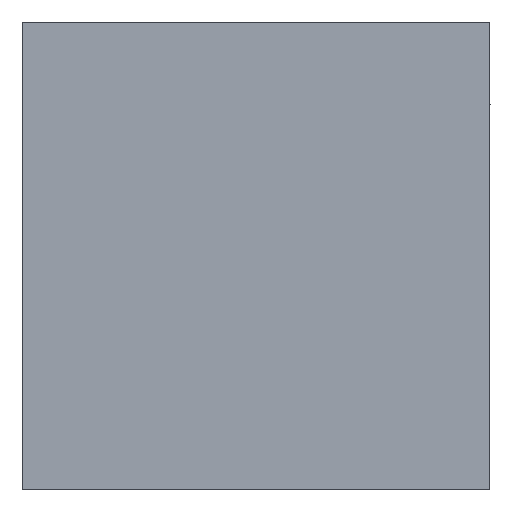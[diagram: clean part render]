
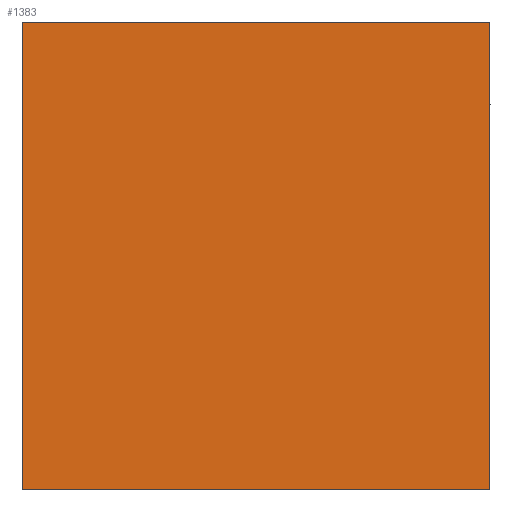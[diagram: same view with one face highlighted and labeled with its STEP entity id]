
A CAD part, front view. The second image highlights one B-rep face of the part: STEP entity #1383.
In plain terms, the highlighted planar face has unit normal (0, -1, 0).
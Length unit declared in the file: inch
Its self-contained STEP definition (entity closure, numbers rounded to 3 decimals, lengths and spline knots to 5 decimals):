
#26 = CARTESIAN_POINT ( 'NONE',  ( 0.16732, 0., -0.16732 ) ) ;
#151 = VECTOR ( 'NONE', #1078, 39.37008 ) ;
#275 = EDGE_CURVE ( 'NONE', #410, #1554, #546, .T. ) ;
#280 = VERTEX_POINT ( 'NONE', #413 ) ;
#316 = VECTOR ( 'NONE', #1607, 39.37008 ) ;
#328 = DIRECTION ( 'NONE',  ( 0., 0., 1. ) ) ;
#410 = VERTEX_POINT ( 'NONE', #1268 ) ;
#413 = CARTESIAN_POINT ( 'NONE',  ( 0.16732, 0., -0.16732 ) ) ;
#512 = CARTESIAN_POINT ( 'NONE',  ( -0.16732, 0., -0.16732 ) ) ;
#514 = ORIENTED_EDGE ( 'NONE', *, *, #275, .F. ) ;
#543 = LINE ( 'NONE', #1070, #316 ) ;
#546 = LINE ( 'NONE', #1074, #794 ) ;
#676 = EDGE_CURVE ( 'NONE', #1679, #410, #543, .T. ) ;
#685 = EDGE_CURVE ( 'NONE', #1554, #280, #1212, .T. ) ;
#727 = EDGE_CURVE ( 'NONE', #280, #1679, #1301, .T. ) ;
#794 = VECTOR ( 'NONE', #1611, 39.37008 ) ;
#895 = DIRECTION ( 'NONE',  ( -1., 0., 0. ) ) ;
#978 = PLANE ( 'NONE',  #1645 ) ;
#1070 = CARTESIAN_POINT ( 'NONE',  ( -0.16732, 0., -0.16732 ) ) ;
#1074 = CARTESIAN_POINT ( 'NONE',  ( -0.16732, 0., 0.16732 ) ) ;
#1078 = DIRECTION ( 'NONE',  ( 0., 0., -1. ) ) ;
#1212 = LINE ( 'NONE', #26, #151 ) ;
#1228 = VECTOR ( 'NONE', #895, 39.37008 ) ;
#1268 = CARTESIAN_POINT ( 'NONE',  ( -0.16732, 0., 0.16732 ) ) ;
#1297 = ORIENTED_EDGE ( 'NONE', *, *, #676, .F. ) ;
#1301 = LINE ( 'NONE', #512, #1228 ) ;
#1324 = EDGE_LOOP ( 'NONE', ( #1609, #514, #1297, #1460 ) ) ;
#1380 = FACE_OUTER_BOUND ( 'NONE', #1324, .T. ) ;
#1383 = ADVANCED_FACE ( 'NONE', ( #1380 ), #978, .F. ) ;
#1460 = ORIENTED_EDGE ( 'NONE', *, *, #727, .F. ) ;
#1482 = CARTESIAN_POINT ( 'NONE',  ( 0.16732, 0., 0.16732 ) ) ;
#1521 = DIRECTION ( 'NONE',  ( 0., 1., 0. ) ) ;
#1554 = VERTEX_POINT ( 'NONE', #1482 ) ;
#1558 = CARTESIAN_POINT ( 'NONE',  ( -0.16732, 0., -0.16732 ) ) ;
#1607 = DIRECTION ( 'NONE',  ( 0., 0., 1. ) ) ;
#1609 = ORIENTED_EDGE ( 'NONE', *, *, #685, .F. ) ;
#1611 = DIRECTION ( 'NONE',  ( 1., 0., 0. ) ) ;
#1630 = CARTESIAN_POINT ( 'NONE',  ( 0., 0., 0. ) ) ;
#1645 = AXIS2_PLACEMENT_3D ( 'NONE', #1630, #1521, #328 ) ;
#1679 = VERTEX_POINT ( 'NONE', #1558 ) ;
